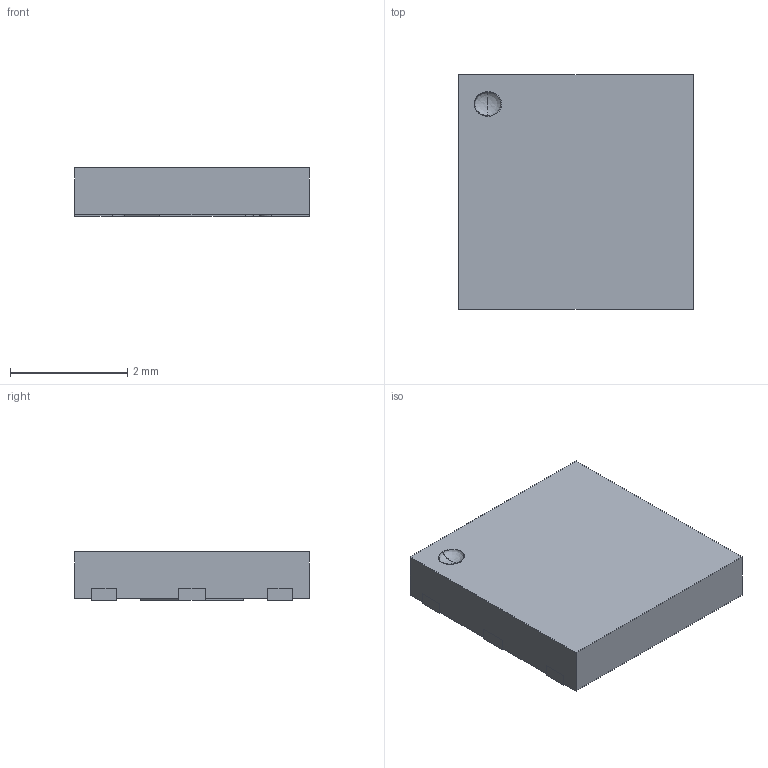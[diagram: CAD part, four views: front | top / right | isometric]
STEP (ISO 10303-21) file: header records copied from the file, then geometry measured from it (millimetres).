
FILE_DESCRIPTION(/* description */ (''),/* implementation_level */ '2;1');
FILE_NAME(/* name */ 'DFN-5P~1',/* time_stamp */ '2013-10-05T11:08:20+02:00',/* author */ (''),/* organization */ (''),/* preprocessor_version */ 'ST-DEVELOPER v14',/* originating_system */ '',/* authorisation */ '');
FILE_SCHEMA (('AUTOMOTIVE_DESIGN'));
Length unit declared in the file: millimetre
Products named in the file (1): Document
Bounding box: 4 x 4 x 0.82 mm (x, y, z)
Volume: 12.9 mm3; surface area: 64.2 mm2
Topology: 7 solids, 7 shells, 83 faces, 210 edges, 137 vertices
Faces by surface type: bspline 60, plane 23
Entity records: 5079 total; most frequent: CARTESIAN_POINT 2564, ORIENTED_EDGE 408, PCURVE 408, DEFINITIONAL_REPRESENTATION 408, B_SPLINE_CURVE_WITH_KNOTS 324, SURFACE_CURVE 204, EDGE_CURVE 204, VERTEX_POINT 137
